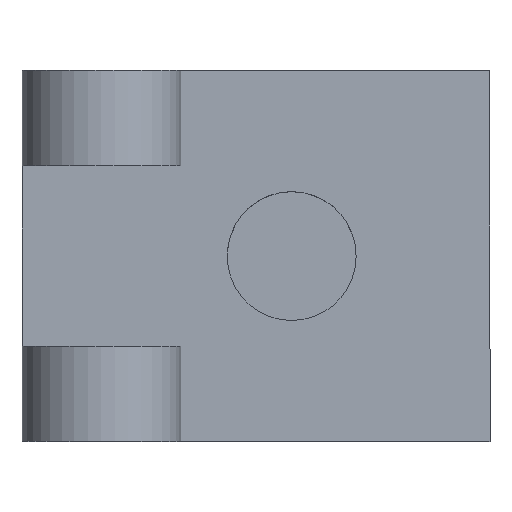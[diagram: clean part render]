
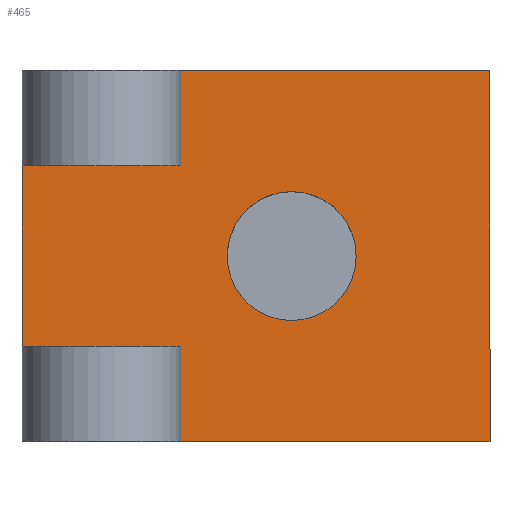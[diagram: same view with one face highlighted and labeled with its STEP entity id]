
A CAD part, top view. The second image highlights one B-rep face of the part: STEP entity #465.
In plain terms, the highlighted face is planar.
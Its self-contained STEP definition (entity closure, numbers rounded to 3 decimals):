
#11 = DIRECTION ( 'NONE',  ( 0., 0., -1. ) ) ;
#12 = EDGE_CURVE ( 'NONE', #352, #331, #324, .T. ) ;
#19 = CARTESIAN_POINT ( 'NONE',  ( -119.552, 454., 8.5 ) ) ;
#36 = CARTESIAN_POINT ( 'NONE',  ( -119.552, 449.2, -7.1 ) ) ;
#39 = VERTEX_POINT ( 'NONE', #36 ) ;
#58 = CARTESIAN_POINT ( 'NONE',  ( -119.552, 463.1, -98. ) ) ;
#65 = ORIENTED_EDGE ( 'NONE', *, *, #612, .F. ) ;
#86 = CARTESIAN_POINT ( 'NONE',  ( -119.552, 458.55, 2.9 ) ) ;
#90 = EDGE_CURVE ( 'NONE', #329, #531, #225, .T. ) ;
#92 = ORIENTED_EDGE ( 'NONE', *, *, #174, .T. ) ;
#106 = DIRECTION ( 'NONE',  ( 0., 0., 1. ) ) ;
#112 = VERTEX_POINT ( 'NONE', #296 ) ;
#123 = CARTESIAN_POINT ( 'NONE',  ( -119.552, 458.55, -0.35 ) ) ;
#131 = LINE ( 'NONE', #349, #795 ) ;
#137 = EDGE_CURVE ( 'NONE', #331, #352, #810, .T. ) ;
#146 = DIRECTION ( 'NONE',  ( 0., 1., 0. ) ) ;
#149 = EDGE_CURVE ( 'NONE', #39, #112, #594, .T. ) ;
#151 = LINE ( 'NONE', #703, #630 ) ;
#167 = FACE_OUTER_BOUND ( 'NONE', #559, .T. ) ;
#174 = EDGE_CURVE ( 'NONE', #493, #39, #786, .T. ) ;
#196 = VERTEX_POINT ( 'NONE', #19 ) ;
#214 = LINE ( 'NONE', #302, #584 ) ;
#218 = DIRECTION ( 'NONE',  ( 0., 0., -1. ) ) ;
#225 = LINE ( 'NONE', #58, #419 ) ;
#231 = PLANE ( 'NONE',  #782 ) ;
#232 = DIRECTION ( 'NONE',  ( 0., 0., 1. ) ) ;
#238 = CARTESIAN_POINT ( 'NONE',  ( -119.552, 454., -98. ) ) ;
#261 = ORIENTED_EDGE ( 'NONE', *, *, #761, .T. ) ;
#271 = AXIS2_PLACEMENT_3D ( 'NONE', #86, #794, #512 ) ;
#296 = CARTESIAN_POINT ( 'NONE',  ( -119.552, 467.9, -7.1 ) ) ;
#302 = CARTESIAN_POINT ( 'NONE',  ( -119.552, 449.2, 8.5 ) ) ;
#324 = CIRCLE ( 'NONE', #662, 3.25 ) ;
#327 = FACE_BOUND ( 'NONE', #332, .T. ) ;
#329 = VERTEX_POINT ( 'NONE', #405 ) ;
#331 = VERTEX_POINT ( 'NONE', #123 ) ;
#332 = EDGE_LOOP ( 'NONE', ( #820, #552 ) ) ;
#348 = CARTESIAN_POINT ( 'NONE',  ( -119.552, 454., 16.5 ) ) ;
#349 = CARTESIAN_POINT ( 'NONE',  ( -119.552, 467.9, 16.5 ) ) ;
#350 = EDGE_CURVE ( 'NONE', #112, #673, #131, .T. ) ;
#352 = VERTEX_POINT ( 'NONE', #354 ) ;
#354 = CARTESIAN_POINT ( 'NONE',  ( -119.552, 458.55, 6.15 ) ) ;
#387 = ORIENTED_EDGE ( 'NONE', *, *, #650, .F. ) ;
#395 = DIRECTION ( 'NONE',  ( 1., 0., 0. ) ) ;
#405 = CARTESIAN_POINT ( 'NONE',  ( -119.552, 463.1, 8.5 ) ) ;
#419 = VECTOR ( 'NONE', #544, 1000. ) ;
#423 = VERTEX_POINT ( 'NONE', #348 ) ;
#433 = CARTESIAN_POINT ( 'NONE',  ( -119.552, 449.2, -7.1 ) ) ;
#443 = DIRECTION ( 'NONE',  ( 0., 0., 1. ) ) ;
#465 = ADVANCED_FACE ( 'NONE', ( #327, #167 ), #231, .F. ) ;
#476 = DIRECTION ( 'NONE',  ( -1., 0., 0. ) ) ;
#493 = VERTEX_POINT ( 'NONE', #816 ) ;
#512 = DIRECTION ( 'NONE',  ( 0., 0., -1. ) ) ;
#522 = CARTESIAN_POINT ( 'NONE',  ( -119.552, 458.55, 2.9 ) ) ;
#525 = CARTESIAN_POINT ( 'NONE',  ( -119.552, 0., 0. ) ) ;
#531 = VERTEX_POINT ( 'NONE', #759 ) ;
#544 = DIRECTION ( 'NONE',  ( 0., 0., 1. ) ) ;
#546 = ORIENTED_EDGE ( 'NONE', *, *, #90, .T. ) ;
#552 = ORIENTED_EDGE ( 'NONE', *, *, #12, .F. ) ;
#559 = EDGE_LOOP ( 'NONE', ( #65, #546, #261, #387, #663, #92, #585, #580 ) ) ;
#566 = DIRECTION ( 'NONE',  ( 0., -1., 0. ) ) ;
#580 = ORIENTED_EDGE ( 'NONE', *, *, #350, .T. ) ;
#584 = VECTOR ( 'NONE', #610, 1000. ) ;
#585 = ORIENTED_EDGE ( 'NONE', *, *, #149, .T. ) ;
#594 = LINE ( 'NONE', #653, #680 ) ;
#603 = LINE ( 'NONE', #238, #717 ) ;
#610 = DIRECTION ( 'NONE',  ( 0., 1., 0. ) ) ;
#612 = EDGE_CURVE ( 'NONE', #329, #673, #655, .T. ) ;
#630 = VECTOR ( 'NONE', #566, 1000. ) ;
#648 = EDGE_CURVE ( 'NONE', #493, #196, #214, .T. ) ;
#650 = EDGE_CURVE ( 'NONE', #196, #423, #603, .T. ) ;
#653 = CARTESIAN_POINT ( 'NONE',  ( -119.552, 467.9, -7.1 ) ) ;
#655 = LINE ( 'NONE', #686, #678 ) ;
#662 = AXIS2_PLACEMENT_3D ( 'NONE', #522, #395, #218 ) ;
#663 = ORIENTED_EDGE ( 'NONE', *, *, #648, .F. ) ;
#666 = VECTOR ( 'NONE', #11, 1000. ) ;
#673 = VERTEX_POINT ( 'NONE', #690 ) ;
#678 = VECTOR ( 'NONE', #757, 1000. ) ;
#680 = VECTOR ( 'NONE', #146, 1000. ) ;
#686 = CARTESIAN_POINT ( 'NONE',  ( -119.552, 449.2, 8.5 ) ) ;
#690 = CARTESIAN_POINT ( 'NONE',  ( -119.552, 467.9, 8.5 ) ) ;
#703 = CARTESIAN_POINT ( 'NONE',  ( -119.552, 463.1, 16.5 ) ) ;
#717 = VECTOR ( 'NONE', #443, 1000. ) ;
#757 = DIRECTION ( 'NONE',  ( 0., 1., 0. ) ) ;
#759 = CARTESIAN_POINT ( 'NONE',  ( -119.552, 463.1, 16.5 ) ) ;
#761 = EDGE_CURVE ( 'NONE', #531, #423, #151, .T. ) ;
#782 = AXIS2_PLACEMENT_3D ( 'NONE', #525, #476, #106 ) ;
#786 = LINE ( 'NONE', #433, #666 ) ;
#794 = DIRECTION ( 'NONE',  ( 1., 0., 0. ) ) ;
#795 = VECTOR ( 'NONE', #232, 1000. ) ;
#810 = CIRCLE ( 'NONE', #271, 3.25 ) ;
#816 = CARTESIAN_POINT ( 'NONE',  ( -119.552, 449.2, 8.5 ) ) ;
#820 = ORIENTED_EDGE ( 'NONE', *, *, #137, .F. ) ;
